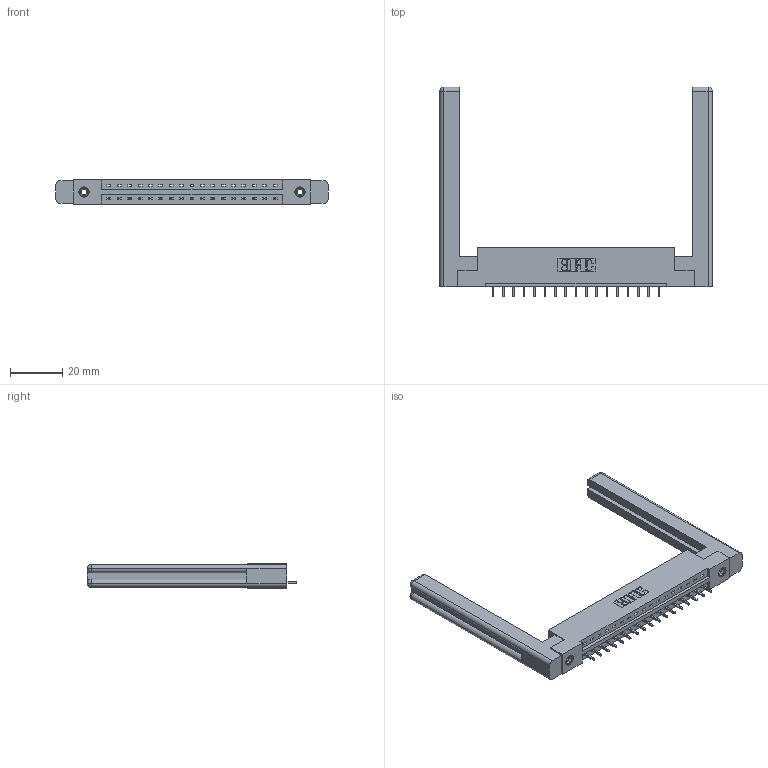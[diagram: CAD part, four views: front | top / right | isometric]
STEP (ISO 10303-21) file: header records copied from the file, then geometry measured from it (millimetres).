
FILE_DESCRIPTION (( 'STEP AP203' ), '1' );
FILE_NAME ('387-017-521-158.STEP', '2019-10-02T18:56:49', ( '' ), ( '' ), 'SwSTEP 2.0', 'SolidWorks 2016', '' );
FILE_SCHEMA (( 'CONFIG_CONTROL_DESIGN' ));
Length unit declared in the file: inch
Products named in the file (5): 345-250-001_345-250-001-102; 337 Part_Flush Mounting Lugs - 0.156 Dia-TI; 387-017-521-158; 307-220-058; 345-292-001_345-293-121
Assembly tree (22 placements, depth 2):
  387-017-521-158
    337 Part_Flush Mounting Lugs - 0.156 Dia-TI
    345-292-001_345-293-121  x17
    345-250-001_345-250-001-102  x2
    307-220-058  x2
Bounding box: 103.99 x 80.14 x 9.4 mm (x, y, z)
Volume: 17608.7 mm3; surface area: 15664.2 mm2
Topology: 22 solids, 22 shells, 1310 faces, 3861 edges, 2538 vertices
Faces by surface type: plane 936, cylinder 350, cone 12, torus 12
Entity records: 18522 total; most frequent: CARTESIAN_POINT 3224, ORIENTED_EDGE 3116, DIRECTION 2784, EDGE_CURVE 1558, LINE 1382, VECTOR 1382, VERTEX_POINT 1030, AXIS2_PLACEMENT_3D 701
